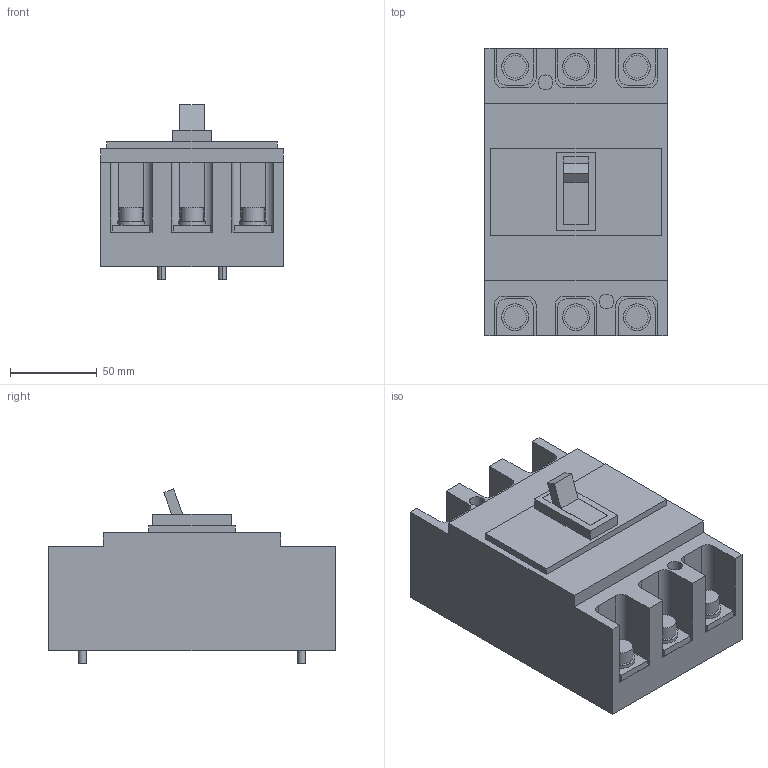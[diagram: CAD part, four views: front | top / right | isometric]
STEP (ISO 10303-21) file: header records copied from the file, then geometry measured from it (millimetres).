
FILE_DESCRIPTION(('CoCreate Modeling STEP Export'),'2;1');
FILE_NAME('Ｓ２５０ＳＦ３Ｆ.stp','2016-03-31T13:37:35',(''),(''),'CoCreate Modeling STEP processor for AP214 (Solid Model)','CoCreate Modeling 17.0 01-Apr-2010 (C) Parametric Technology GmbH','');
FILE_SCHEMA(('AUTOMOTIVE_DESIGN { 1 0 10303 214 1 1 1 1 }'));
Length unit declared in the file: millimetre
Products named in the file (4): p3; P2.1; P1; Ｓ２５０ＳＦ３Ｆ
Assembly tree (9 placements, depth 2):
  Ｓ２５０ＳＦ３Ｆ
    P2.1  x6
    p3  x2
    P1
Bounding box: 105 x 165 x 100.13 mm (x, y, z)
Volume: 1042741.2 mm3; surface area: 99760.2 mm2
Topology: 9 solids, 9 shells, 213 faces, 488 edges, 324 vertices
Faces by surface type: plane 125, cylinder 88
Entity records: 3495 total; most frequent: ORIENTED_EDGE 592, CARTESIAN_POINT 567, DIRECTION 542, EDGE_CURVE 296, VECTOR 200, LINE 200, VERTEX_POINT 196, AXIS2_PLACEMENT_3D 171
